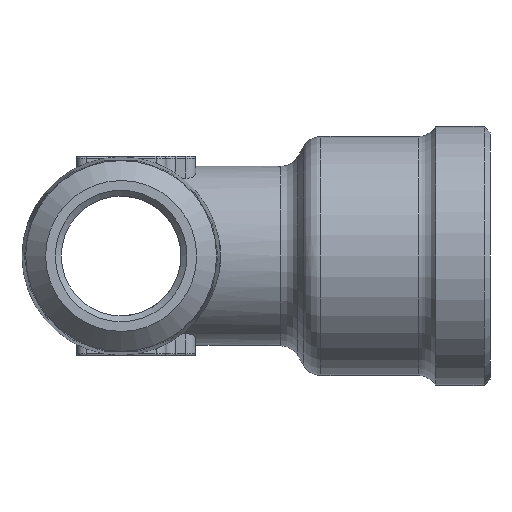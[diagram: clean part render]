
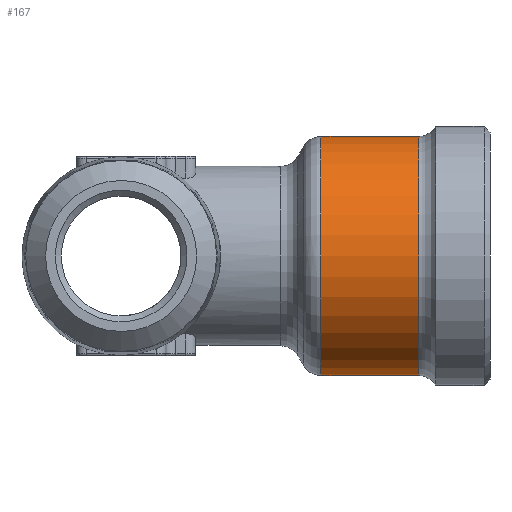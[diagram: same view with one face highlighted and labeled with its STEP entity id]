
A CAD part, left-side view. The second image highlights one B-rep face of the part: STEP entity #167.
In plain terms, the highlighted cylindrical face has radius 6 mm (diameter 12 mm), a full revolution.
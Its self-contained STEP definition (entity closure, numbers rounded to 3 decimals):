
#167 = ADVANCED_FACE( 'NONE', ( #379, #380 ), #381, .T. );
#379 = FACE_OUTER_BOUND( '', #712, .T. );
#380 = FACE_OUTER_BOUND( '', #713, .T. );
#381 = CYLINDRICAL_SURFACE( '', #714, 6. );
#712 = EDGE_LOOP( '', ( #1379 ) );
#713 = EDGE_LOOP( '', ( #1380 ) );
#714 = AXIS2_PLACEMENT_3D( '', #1381, #1382, #1383 );
#1379 = ORIENTED_EDGE( '', *, *, #1519, .T. );
#1380 = ORIENTED_EDGE( '', *, *, #1581, .T. );
#1381 = CARTESIAN_POINT( '', ( 0., 5.648, 0. ) );
#1382 = DIRECTION( '', ( 0., -1., 0. ) );
#1383 = DIRECTION( '', ( 0., 0., 1. ) );
#1519 = EDGE_CURVE( 'NONE', #1819, #1819, #1820, .T. );
#1581 = EDGE_CURVE( 'NONE', #1908, #1908, #1909, .T. );
#1819 = VERTEX_POINT( '', #2470 );
#1820 = CIRCLE( '', #2471, 6. );
#1908 = VERTEX_POINT( '', #2629 );
#1909 = CIRCLE( '', #2630, 6. );
#2470 = CARTESIAN_POINT( '', ( -6., -10.021, 0. ) );
#2471 = AXIS2_PLACEMENT_3D( '', #2861, #2862, #2863 );
#2629 = CARTESIAN_POINT( '', ( 6., -14.923, 0. ) );
#2630 = AXIS2_PLACEMENT_3D( '', #2984, #2985, #2986 );
#2861 = CARTESIAN_POINT( '', ( 0., -10.021, 0. ) );
#2862 = DIRECTION( '', ( 0., -1., 0. ) );
#2863 = DIRECTION( '', ( -1., 0., 0. ) );
#2984 = CARTESIAN_POINT( '', ( 0., -14.923, 0. ) );
#2985 = DIRECTION( '', ( 0., 1., 0. ) );
#2986 = DIRECTION( '', ( 1., 0., 0. ) );
